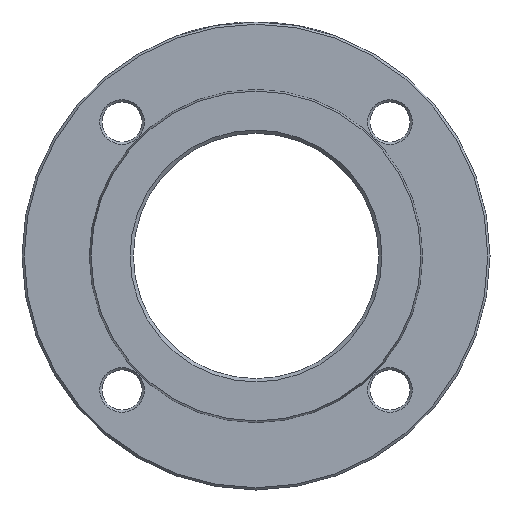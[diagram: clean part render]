
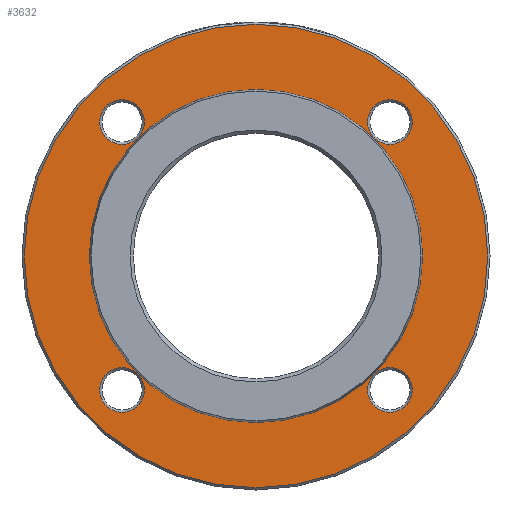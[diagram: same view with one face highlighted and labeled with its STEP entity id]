
A CAD part, left-side view. The second image highlights one B-rep face of the part: STEP entity #3632.
In plain terms, the highlighted planar face has unit normal (-1, 0, 0).
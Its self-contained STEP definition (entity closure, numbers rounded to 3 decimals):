
#36 = CARTESIAN_POINT ( 'NONE',  ( 3., 60.104, 50.104 ) ) ;
#64 = DIRECTION ( 'NONE',  ( 0., 0., -1. ) ) ;
#89 = VERTEX_POINT ( 'NONE', #5529 ) ;
#91 = DIRECTION ( 'NONE',  ( -1., 0., 0. ) ) ;
#252 = DIRECTION ( 'NONE',  ( 0., 0., -1. ) ) ;
#262 = CARTESIAN_POINT ( 'NONE',  ( 3., -60.104, -60.104 ) ) ;
#451 = CARTESIAN_POINT ( 'NONE',  ( 3., 0., 74.804 ) ) ;
#697 = FACE_BOUND ( 'NONE', #2200, .T. ) ;
#725 = PLANE ( 'NONE',  #2750 ) ;
#726 = CIRCLE ( 'NONE', #3096, 10. ) ;
#836 = ORIENTED_EDGE ( 'NONE', *, *, #1976, .T. ) ;
#1140 = FACE_BOUND ( 'NONE', #3651, .T. ) ;
#1151 = DIRECTION ( 'NONE',  ( 1., 0., 0. ) ) ;
#1252 = EDGE_CURVE ( 'NONE', #89, #89, #3263, .T. ) ;
#1308 = ORIENTED_EDGE ( 'NONE', *, *, #3051, .T. ) ;
#1389 = AXIS2_PLACEMENT_3D ( 'NONE', #3680, #91, #64 ) ;
#1486 = ORIENTED_EDGE ( 'NONE', *, *, #1252, .T. ) ;
#1593 = CIRCLE ( 'NONE', #5675, 10. ) ;
#1596 = EDGE_LOOP ( 'NONE', ( #4463 ) ) ;
#1708 = DIRECTION ( 'NONE',  ( 0., 0., -1. ) ) ;
#1789 = VERTEX_POINT ( 'NONE', #5417 ) ;
#1976 = EDGE_CURVE ( 'NONE', #5087, #5087, #726, .T. ) ;
#2047 = DIRECTION ( 'NONE',  ( -1., 0., 0. ) ) ;
#2060 = EDGE_LOOP ( 'NONE', ( #3564 ) ) ;
#2064 = FACE_BOUND ( 'NONE', #2060, .T. ) ;
#2200 = EDGE_LOOP ( 'NONE', ( #836 ) ) ;
#2229 = EDGE_LOOP ( 'NONE', ( #1486 ) ) ;
#2396 = DIRECTION ( 'NONE',  ( 0., 0., 1. ) ) ;
#2501 = FACE_OUTER_BOUND ( 'NONE', #1596, .T. ) ;
#2587 = EDGE_LOOP ( 'NONE', ( #3643 ) ) ;
#2750 = AXIS2_PLACEMENT_3D ( 'NONE', #5695, #3595, #1708 ) ;
#2949 = FACE_BOUND ( 'NONE', #2229, .T. ) ;
#3051 = EDGE_CURVE ( 'NONE', #4168, #4168, #1593, .T. ) ;
#3096 = AXIS2_PLACEMENT_3D ( 'NONE', #5788, #3457, #252 ) ;
#3128 = AXIS2_PLACEMENT_3D ( 'NONE', #4760, #2047, #3859 ) ;
#3263 = CIRCLE ( 'NONE', #5848, 10. ) ;
#3386 = CIRCLE ( 'NONE', #1389, 104. ) ;
#3457 = DIRECTION ( 'NONE',  ( 1., 0., 0. ) ) ;
#3459 = EDGE_CURVE ( 'NONE', #5444, #5444, #4850, .T. ) ;
#3461 = CARTESIAN_POINT ( 'NONE',  ( 3., -60.104, 60.104 ) ) ;
#3564 = ORIENTED_EDGE ( 'NONE', *, *, #3459, .F. ) ;
#3595 = DIRECTION ( 'NONE',  ( 1., 0., 0. ) ) ;
#3608 = DIRECTION ( 'NONE',  ( 0., -1., 0. ) ) ;
#3632 = ADVANCED_FACE ( 'NONE', ( #5222, #1140, #2949, #697, #2501, #2064 ), #725, .F. ) ;
#3643 = ORIENTED_EDGE ( 'NONE', *, *, #4153, .T. ) ;
#3651 = EDGE_LOOP ( 'NONE', ( #1308 ) ) ;
#3680 = CARTESIAN_POINT ( 'NONE',  ( 3., 0., 0. ) ) ;
#3707 = CARTESIAN_POINT ( 'NONE',  ( 3., -60.104, -50.104 ) ) ;
#3721 = EDGE_CURVE ( 'NONE', #5504, #5504, #3386, .T. ) ;
#3859 = DIRECTION ( 'NONE',  ( 0., 0., 1. ) ) ;
#3892 = DIRECTION ( 'NONE',  ( 1., 0., 0. ) ) ;
#3963 = AXIS2_PLACEMENT_3D ( 'NONE', #5073, #4570, #3608 ) ;
#4153 = EDGE_CURVE ( 'NONE', #1789, #1789, #5772, .T. ) ;
#4168 = VERTEX_POINT ( 'NONE', #3707 ) ;
#4463 = ORIENTED_EDGE ( 'NONE', *, *, #3721, .T. ) ;
#4570 = DIRECTION ( 'NONE',  ( 1., 0., 0. ) ) ;
#4760 = CARTESIAN_POINT ( 'NONE',  ( 3., 0., 0. ) ) ;
#4850 = CIRCLE ( 'NONE', #3128, 74.804 ) ;
#5073 = CARTESIAN_POINT ( 'NONE',  ( 3., 60.104, -60.104 ) ) ;
#5087 = VERTEX_POINT ( 'NONE', #36 ) ;
#5222 = FACE_BOUND ( 'NONE', #2587, .T. ) ;
#5288 = DIRECTION ( 'NONE',  ( 0., 1., 0. ) ) ;
#5417 = CARTESIAN_POINT ( 'NONE',  ( 3., 50.104, -60.104 ) ) ;
#5444 = VERTEX_POINT ( 'NONE', #451 ) ;
#5504 = VERTEX_POINT ( 'NONE', #5869 ) ;
#5529 = CARTESIAN_POINT ( 'NONE',  ( 3., -50.104, 60.104 ) ) ;
#5675 = AXIS2_PLACEMENT_3D ( 'NONE', #262, #3892, #2396 ) ;
#5695 = CARTESIAN_POINT ( 'NONE',  ( 3., 74.804, 0. ) ) ;
#5772 = CIRCLE ( 'NONE', #3963, 10. ) ;
#5788 = CARTESIAN_POINT ( 'NONE',  ( 3., 60.104, 60.104 ) ) ;
#5848 = AXIS2_PLACEMENT_3D ( 'NONE', #3461, #1151, #5288 ) ;
#5869 = CARTESIAN_POINT ( 'NONE',  ( 3., 0., -104. ) ) ;
